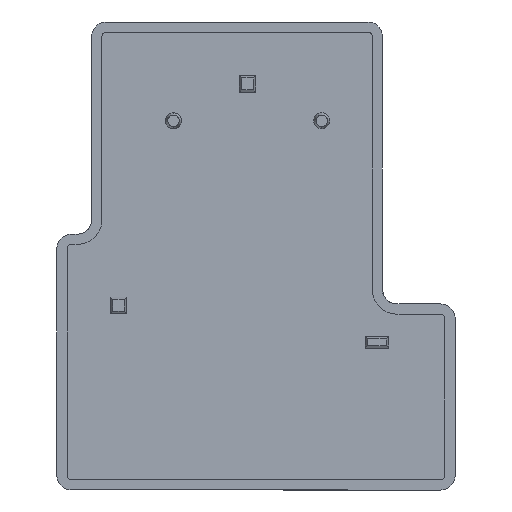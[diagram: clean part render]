
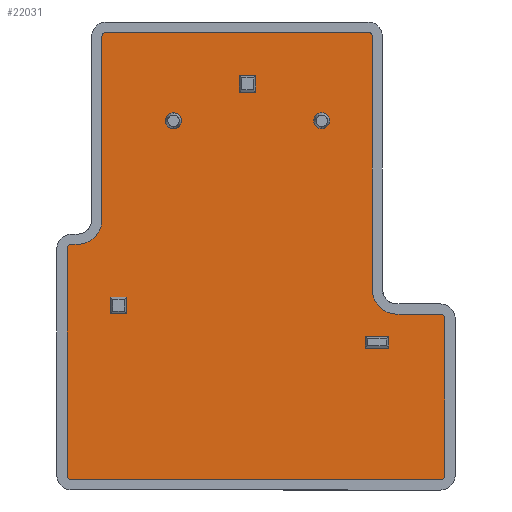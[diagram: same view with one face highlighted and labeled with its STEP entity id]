
A CAD part, front view. The second image highlights one B-rep face of the part: STEP entity #22031.
In plain terms, the highlighted planar face has unit normal (0, -1, 0).
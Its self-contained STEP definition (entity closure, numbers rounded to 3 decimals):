
#310 = VECTOR ( 'NONE', #7511, 1000. ) ;
#452 = EDGE_CURVE ( 'NONE', #10926, #2123, #17264, .T. ) ;
#943 = CARTESIAN_POINT ( 'NONE',  ( 11.242, 0.3, -3.8 ) ) ;
#1146 = CIRCLE ( 'NONE', #19313, 1.7 ) ;
#1248 = ORIENTED_EDGE ( 'NONE', *, *, #22078, .T. ) ;
#1294 = LINE ( 'NONE', #12164, #13399 ) ;
#1396 = EDGE_CURVE ( 'NONE', #22867, #30364, #7199, .T. ) ;
#1612 = AXIS2_PLACEMENT_3D ( 'NONE', #26701, #12267, #29129 ) ;
#1632 = CARTESIAN_POINT ( 'NONE',  ( -9.458, 0.3, -16.9 ) ) ;
#1846 = ORIENTED_EDGE ( 'NONE', *, *, #9766, .T. ) ;
#2112 = VERTEX_POINT ( 'NONE', #28253 ) ;
#2123 = VERTEX_POINT ( 'NONE', #11497 ) ;
#2225 = LINE ( 'NONE', #12570, #17359 ) ;
#2341 = CARTESIAN_POINT ( 'NONE',  ( -7.358, 0.3, 13.6 ) ) ;
#2381 = ORIENTED_EDGE ( 'NONE', *, *, #7843, .T. ) ;
#2578 = CARTESIAN_POINT ( 'NONE',  ( 15.942, 0.3, -5.8 ) ) ;
#3041 = ORIENTED_EDGE ( 'NONE', *, *, #9296, .T. ) ;
#3110 = CARTESIAN_POINT ( 'NONE',  ( 11.242, 0.3, 13.6 ) ) ;
#3548 = AXIS2_PLACEMENT_3D ( 'NONE', #20573, #6090, #23013 ) ;
#4062 = LINE ( 'NONE', #27915, #16921 ) ;
#4634 = EDGE_CURVE ( 'NONE', #29372, #24145, #1146, .T. ) ;
#4709 = CIRCLE ( 'NONE', #14721, 0.3 ) ;
#4794 = ORIENTED_EDGE ( 'NONE', *, *, #11805, .T. ) ;
#4849 = CARTESIAN_POINT ( 'NONE',  ( -9.458, 0.3, -1. ) ) ;
#4903 = CARTESIAN_POINT ( 'NONE',  ( -7.058, 0.3, 13.6 ) ) ;
#4998 = DIRECTION ( 'NONE',  ( 0., 0., -1. ) ) ;
#5426 = ORIENTED_EDGE ( 'NONE', *, *, #7008, .T. ) ;
#6090 = DIRECTION ( 'NONE',  ( 0., 1., 0. ) ) ;
#6252 = CARTESIAN_POINT ( 'NONE',  ( -9.058, 0.3, 1. ) ) ;
#6422 = ORIENTED_EDGE ( 'NONE', *, *, #7353, .T. ) ;
#6734 = LINE ( 'NONE', #17136, #310 ) ;
#7008 = EDGE_CURVE ( 'NONE', #22555, #2112, #4709, .T. ) ;
#7199 = CIRCLE ( 'NONE', #3548, 1.7 ) ;
#7237 = CARTESIAN_POINT ( 'NONE',  ( -9.058, 0.3, -0.7 ) ) ;
#7293 = DIRECTION ( 'NONE',  ( 0., 0., -1. ) ) ;
#7348 = DIRECTION ( 'NONE',  ( 0., 0., -1. ) ) ;
#7353 = EDGE_CURVE ( 'NONE', #30364, #10521, #1294, .T. ) ;
#7422 = VECTOR ( 'NONE', #10322, 1000. ) ;
#7511 = DIRECTION ( 'NONE',  ( -1., 0., 0. ) ) ;
#7627 = DIRECTION ( 'NONE',  ( 0., -1., 0. ) ) ;
#7820 = CARTESIAN_POINT ( 'NONE',  ( 16.242, 0.3, -16.6 ) ) ;
#7843 = EDGE_CURVE ( 'NONE', #23263, #29372, #8424, .T. ) ;
#8137 = EDGE_CURVE ( 'NONE', #20435, #23263, #15597, .T. ) ;
#8220 = ORIENTED_EDGE ( 'NONE', *, *, #4634, .T. ) ;
#8424 = LINE ( 'NONE', #29935, #21267 ) ;
#8562 = EDGE_CURVE ( 'NONE', #28822, #30815, #18947, .T. ) ;
#8705 = DIRECTION ( 'NONE',  ( 0., 0., -1. ) ) ;
#8873 = AXIS2_PLACEMENT_3D ( 'NONE', #22101, #7627, #24509 ) ;
#8955 = ORIENTED_EDGE ( 'NONE', *, *, #1396, .T. ) ;
#9181 = ORIENTED_EDGE ( 'NONE', *, *, #21604, .T. ) ;
#9296 = EDGE_CURVE ( 'NONE', #2123, #13845, #28280, .T. ) ;
#9458 = CARTESIAN_POINT ( 'NONE',  ( 15.942, 0.3, -16.9 ) ) ;
#9562 = DIRECTION ( 'NONE',  ( 0., -1., 0. ) ) ;
#9766 = EDGE_CURVE ( 'NONE', #24335, #20435, #4062, .T. ) ;
#10126 = CARTESIAN_POINT ( 'NONE',  ( -9.458, 0.3, -0.7 ) ) ;
#10268 = DIRECTION ( 'NONE',  ( 0., 0., 1. ) ) ;
#10322 = DIRECTION ( 'NONE',  ( -1., 0., 0. ) ) ;
#10427 = CARTESIAN_POINT ( 'NONE',  ( -7.358, 0.3, 1. ) ) ;
#10512 = EDGE_CURVE ( 'NONE', #24145, #22555, #13855, .T. ) ;
#10521 = VERTEX_POINT ( 'NONE', #3110 ) ;
#10824 = AXIS2_PLACEMENT_3D ( 'NONE', #26803, #12376, #29227 ) ;
#10870 = AXIS2_PLACEMENT_3D ( 'NONE', #4903, #21829, #7348 ) ;
#10926 = VERTEX_POINT ( 'NONE', #9458 ) ;
#11430 = CARTESIAN_POINT ( 'NONE',  ( 16.242, 0.3, -5.8 ) ) ;
#11497 = CARTESIAN_POINT ( 'NONE',  ( 16.242, 0.3, -16.6 ) ) ;
#11510 = EDGE_CURVE ( 'NONE', #30815, #10926, #2225, .T. ) ;
#11805 = EDGE_CURVE ( 'NONE', #2112, #28822, #12024, .T. ) ;
#12024 = LINE ( 'NONE', #14126, #24856 ) ;
#12164 = CARTESIAN_POINT ( 'NONE',  ( 11.242, 0.3, -3.8 ) ) ;
#12267 = DIRECTION ( 'NONE',  ( 0., -1., 0. ) ) ;
#12376 = DIRECTION ( 'NONE',  ( 0., -1., 0. ) ) ;
#12570 = CARTESIAN_POINT ( 'NONE',  ( -9.458, 0.3, -16.9 ) ) ;
#13155 = AXIS2_PLACEMENT_3D ( 'NONE', #2578, #19495, #4998 ) ;
#13399 = VECTOR ( 'NONE', #17133, 1000. ) ;
#13845 = VERTEX_POINT ( 'NONE', #11430 ) ;
#13855 = LINE ( 'NONE', #27168, #7422 ) ;
#14119 = ORIENTED_EDGE ( 'NONE', *, *, #8137, .T. ) ;
#14126 = CARTESIAN_POINT ( 'NONE',  ( -9.758, 0.3, -1. ) ) ;
#14279 = PLANE ( 'NONE',  #1612 ) ;
#14721 = AXIS2_PLACEMENT_3D ( 'NONE', #4849, #21764, #7293 ) ;
#15188 = CARTESIAN_POINT ( 'NONE',  ( -7.058, 0.3, 13.9 ) ) ;
#15540 = ORIENTED_EDGE ( 'NONE', *, *, #452, .T. ) ;
#15597 = CIRCLE ( 'NONE', #10870, 0.3 ) ;
#15925 = DIRECTION ( 'NONE',  ( -1., 0., 0. ) ) ;
#16218 = FACE_OUTER_BOUND ( 'NONE', #24432, .T. ) ;
#16921 = VECTOR ( 'NONE', #15925, 1000. ) ;
#17133 = DIRECTION ( 'NONE',  ( 0., 0., 1. ) ) ;
#17136 = CARTESIAN_POINT ( 'NONE',  ( 15.942, 0.3, -5.5 ) ) ;
#17196 = ORIENTED_EDGE ( 'NONE', *, *, #11510, .T. ) ;
#17264 = CIRCLE ( 'NONE', #10824, 0.3 ) ;
#17359 = VECTOR ( 'NONE', #19545, 1000. ) ;
#17511 = DIRECTION ( 'NONE',  ( 0., 0., -1. ) ) ;
#17635 = ORIENTED_EDGE ( 'NONE', *, *, #26129, .T. ) ;
#18767 = CARTESIAN_POINT ( 'NONE',  ( 12.942, 0.3, -5.5 ) ) ;
#18947 = CIRCLE ( 'NONE', #29639, 0.3 ) ;
#19313 = AXIS2_PLACEMENT_3D ( 'NONE', #6252, #23182, #8705 ) ;
#19495 = DIRECTION ( 'NONE',  ( 0., -1., 0. ) ) ;
#19545 = DIRECTION ( 'NONE',  ( 1., 0., 0. ) ) ;
#20129 = CARTESIAN_POINT ( 'NONE',  ( 10.942, 0.3, 13.9 ) ) ;
#20435 = VERTEX_POINT ( 'NONE', #15188 ) ;
#20573 = CARTESIAN_POINT ( 'NONE',  ( 12.942, 0.3, -3.8 ) ) ;
#21243 = CARTESIAN_POINT ( 'NONE',  ( -9.758, 0.3, -16.6 ) ) ;
#21267 = VECTOR ( 'NONE', #17511, 1000. ) ;
#21604 = EDGE_CURVE ( 'NONE', #13845, #21742, #31241, .T. ) ;
#21742 = VERTEX_POINT ( 'NONE', #24968 ) ;
#21764 = DIRECTION ( 'NONE',  ( 0., -1., 0. ) ) ;
#21829 = DIRECTION ( 'NONE',  ( 0., -1., 0. ) ) ;
#21882 = VECTOR ( 'NONE', #10268, 1000. ) ;
#22031 = ADVANCED_FACE ( 'NONE', ( #16218 ), #14279, .T. ) ;
#22078 = EDGE_CURVE ( 'NONE', #21742, #22867, #6734, .T. ) ;
#22101 = CARTESIAN_POINT ( 'NONE',  ( 10.942, 0.3, 13.6 ) ) ;
#22555 = VERTEX_POINT ( 'NONE', #10126 ) ;
#22558 = ORIENTED_EDGE ( 'NONE', *, *, #10512, .T. ) ;
#22867 = VERTEX_POINT ( 'NONE', #18767 ) ;
#23013 = DIRECTION ( 'NONE',  ( 0., 0., -1. ) ) ;
#23182 = DIRECTION ( 'NONE',  ( 0., 1., 0. ) ) ;
#23263 = VERTEX_POINT ( 'NONE', #2341 ) ;
#23995 = CARTESIAN_POINT ( 'NONE',  ( -9.458, 0.3, -16.6 ) ) ;
#24145 = VERTEX_POINT ( 'NONE', #7237 ) ;
#24335 = VERTEX_POINT ( 'NONE', #20129 ) ;
#24432 = EDGE_LOOP ( 'NONE', ( #5426, #4794, #24795, #17196, #15540, #3041, #9181, #1248, #8955, #6422, #17635, #1846, #14119, #2381, #8220, #22558 ) ) ;
#24509 = DIRECTION ( 'NONE',  ( 0., 0., -1. ) ) ;
#24795 = ORIENTED_EDGE ( 'NONE', *, *, #8562, .T. ) ;
#24856 = VECTOR ( 'NONE', #30960, 1000. ) ;
#24968 = CARTESIAN_POINT ( 'NONE',  ( 15.942, 0.3, -5.5 ) ) ;
#26129 = EDGE_CURVE ( 'NONE', #10521, #24335, #28521, .T. ) ;
#26420 = DIRECTION ( 'NONE',  ( 0., 0., -1. ) ) ;
#26701 = CARTESIAN_POINT ( 'NONE',  ( -9.458, 0.3, -1. ) ) ;
#26803 = CARTESIAN_POINT ( 'NONE',  ( 15.942, 0.3, -16.6 ) ) ;
#27168 = CARTESIAN_POINT ( 'NONE',  ( -9.058, 0.3, -0.7 ) ) ;
#27915 = CARTESIAN_POINT ( 'NONE',  ( 10.942, 0.3, 13.9 ) ) ;
#28253 = CARTESIAN_POINT ( 'NONE',  ( -9.758, 0.3, -1. ) ) ;
#28280 = LINE ( 'NONE', #7820, #21882 ) ;
#28521 = CIRCLE ( 'NONE', #8873, 0.3 ) ;
#28822 = VERTEX_POINT ( 'NONE', #21243 ) ;
#29129 = DIRECTION ( 'NONE',  ( 0., 0., -1. ) ) ;
#29227 = DIRECTION ( 'NONE',  ( 0., 0., -1. ) ) ;
#29372 = VERTEX_POINT ( 'NONE', #10427 ) ;
#29639 = AXIS2_PLACEMENT_3D ( 'NONE', #23995, #9562, #26420 ) ;
#29935 = CARTESIAN_POINT ( 'NONE',  ( -7.358, 0.3, 13.6 ) ) ;
#30364 = VERTEX_POINT ( 'NONE', #943 ) ;
#30815 = VERTEX_POINT ( 'NONE', #1632 ) ;
#30960 = DIRECTION ( 'NONE',  ( 0., 0., -1. ) ) ;
#31241 = CIRCLE ( 'NONE', #13155, 0.3 ) ;
